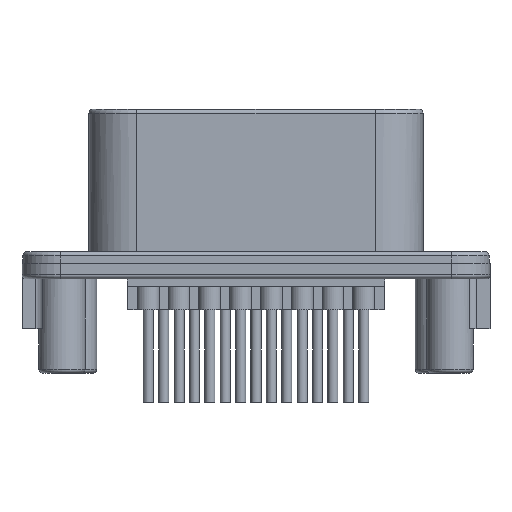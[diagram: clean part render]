
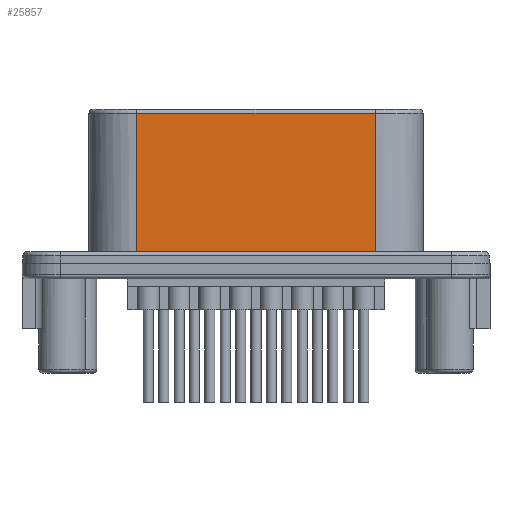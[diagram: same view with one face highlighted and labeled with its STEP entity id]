
A CAD part, front view. The second image highlights one B-rep face of the part: STEP entity #25857.
In plain terms, the highlighted planar face has unit normal (0, -1, 0).
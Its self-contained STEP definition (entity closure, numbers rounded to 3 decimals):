
#9295=DIRECTION('',(0.,0.,-1.));
#9296=VECTOR('',#9295,19.5);
#9297=CARTESIAN_POINT('',(15.5,-11.8,-0.5));
#9298=LINE('',#9297,#9296);
#9299=DIRECTION('',(1.,0.,0.));
#9300=VECTOR('',#9299,31.);
#9301=CARTESIAN_POINT('',(-15.5,-11.8,-0.5));
#9302=LINE('',#9301,#9300);
#9303=DIRECTION('',(1.,0.,0.));
#9304=VECTOR('',#9303,31.);
#9305=CARTESIAN_POINT('',(-15.5,-11.8,-20.));
#9306=LINE('',#9305,#9304);
#9307=DIRECTION('',(0.,0.,-1.));
#9308=VECTOR('',#9307,19.5);
#9309=CARTESIAN_POINT('',(-15.5,-11.8,-0.5));
#9310=LINE('',#9309,#9308);
#9728=CARTESIAN_POINT('',(-15.5,-11.8,-20.));
#9729=CARTESIAN_POINT('',(15.5,-11.8,-20.));
#9730=VERTEX_POINT('',#9728);
#9731=VERTEX_POINT('',#9729);
#12516=CARTESIAN_POINT('',(15.5,-11.8,-0.5));
#12517=VERTEX_POINT('',#12516);
#12520=CARTESIAN_POINT('',(-15.5,-11.8,-0.5));
#12521=VERTEX_POINT('',#12520);
#25845=CARTESIAN_POINT('',(-15.5,-11.8,0.));
#25846=DIRECTION('',(0.,-1.,0.));
#25847=DIRECTION('',(1.,0.,0.));
#25848=AXIS2_PLACEMENT_3D('',#25845,#25846,#25847);
#25849=PLANE('',#25848);
#25850=ORIENTED_EDGE('',*,*,#21460,.T.);
#25851=ORIENTED_EDGE('',*,*,#25840,.T.);
#25852=ORIENTED_EDGE('',*,*,#21800,.F.);
#25854=ORIENTED_EDGE('',*,*,#25853,.F.);
#25855=EDGE_LOOP('',(#25850,#25851,#25852,#25854));
#25856=FACE_OUTER_BOUND('',#25855,.F.);
#21460=EDGE_CURVE('',#12521,#12517,#9302,.T.);
#21800=EDGE_CURVE('',#9730,#9731,#9306,.T.);
#25840=EDGE_CURVE('',#12517,#9731,#9298,.T.);
#25853=EDGE_CURVE('',#12521,#9730,#9310,.T.);
#25857=ADVANCED_FACE('',(#25856),#25849,.T.);
